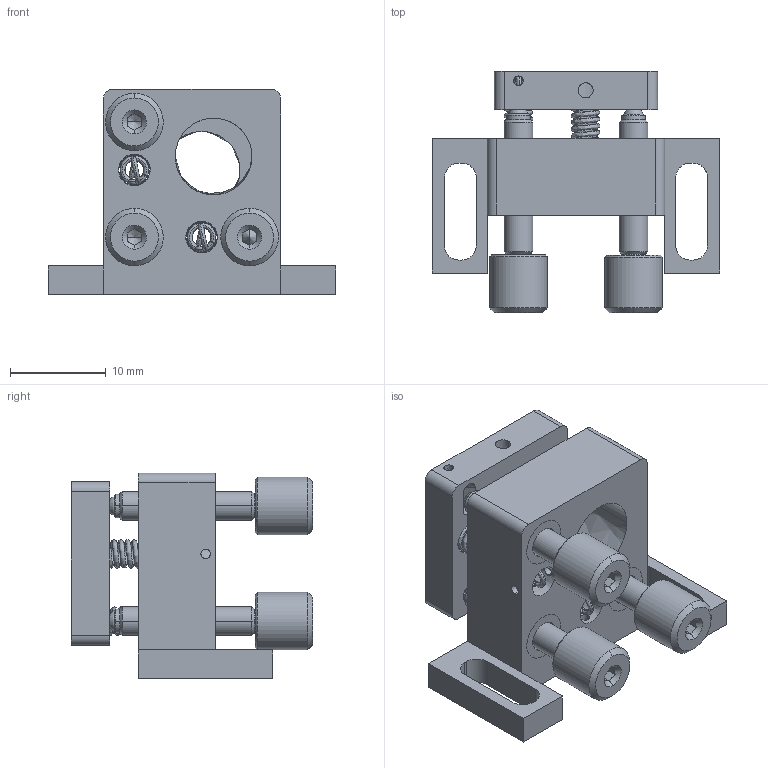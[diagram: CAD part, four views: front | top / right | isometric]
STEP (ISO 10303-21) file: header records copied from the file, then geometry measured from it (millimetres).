
FILE_DESCRIPTION(/* description */ (''),/* implementation_level */ '2;1');
FILE_NAME(/* name */ 'SMM3',/* time_stamp */ '2021-08-20T18:06:43+03:00',/* author */ (''),/* organization */ (''),/* preprocessor_version */ 'ST-DEVELOPER v15',/* originating_system */ '',/* authorisation */ '');
FILE_SCHEMA (('AUTOMOTIVE_DESIGN'));
Length unit declared in the file: millimetre
Products named in the file (7): Document; SMM-3 Миниатюрный \X2\04400435
 \X2\043404350440043604300442
 без \X2\04440438043A0441043004460438
; SMM-3 Миниатюрный \X2\04400435
 \X2\043404350440043604300442
 без \X2\04440438043A0441043004460438
_Substitute_2; Block 01; Block 02; Block 03
Assembly tree (6 placements, depth 5):
  Document
    Document
      SMM-3 Миниатюрный \X2\04400435
 \X2\043404350440043604300442
 без \X2\04440438043A0441043004460438

        SMM-3 Миниатюрный \X2\04400435
 \X2\043404350440043604300442
 без \X2\04440438043A0441043004460438
_Substitute_2
          Block 01
          Block 02
          Block 03
Bounding box: 30 x 25.15 x 21.4 mm (x, y, z)
Volume: 4301.1 mm3; surface area: 6111.8 mm2
Topology: 23 solids, 38 shells, 408 faces, 1012 edges, 626 vertices
Faces by surface type: bspline 408
Entity records: 37984 total; most frequent: CARTESIAN_POINT 25899, ORIENTED_EDGE 1880, PCURVE 1880, DEFINITIONAL_REPRESENTATION 1880, B_SPLINE_CURVE_WITH_KNOTS 1784, SURFACE_CURVE 976, EDGE_CURVE 976, VERTEX_POINT 626
